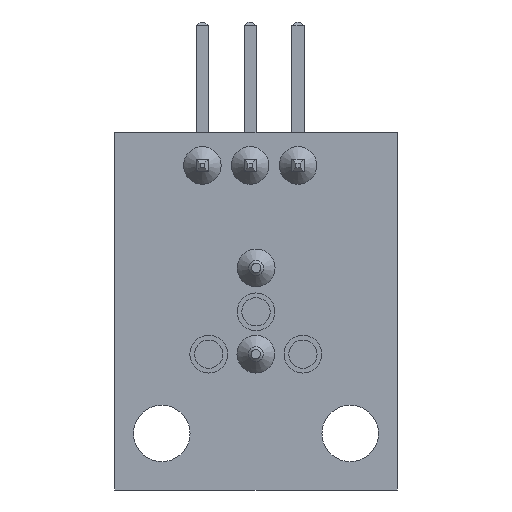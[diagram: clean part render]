
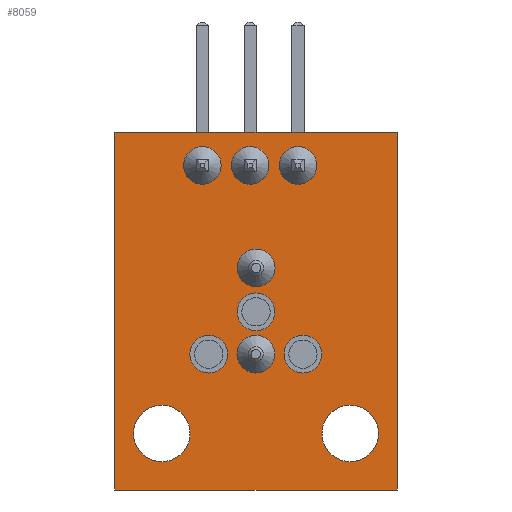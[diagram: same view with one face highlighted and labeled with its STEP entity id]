
A CAD part, front view. The second image highlights one B-rep face of the part: STEP entity #8059.
In plain terms, the highlighted planar face has unit normal (0, -1, 0).
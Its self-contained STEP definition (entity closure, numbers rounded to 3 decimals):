
#769=LINE('',#37149,#1499);
#772=LINE('',#37154,#1502);
#774=LINE('',#37158,#1504);
#776=LINE('',#37161,#1506);
#1499=VECTOR('',#10034,19.);
#1502=VECTOR('',#10039,15.);
#1504=VECTOR('',#10043,19.);
#1506=VECTOR('',#10047,15.);
#1858=FACE_BOUND('',#2651,.T.);
#1859=FACE_BOUND('',#2652,.T.);
#1860=FACE_BOUND('',#2653,.T.);
#1861=FACE_BOUND('',#2654,.T.);
#1862=FACE_BOUND('',#2655,.T.);
#1863=FACE_BOUND('',#2656,.T.);
#1864=FACE_BOUND('',#2657,.T.);
#1865=FACE_BOUND('',#2658,.T.);
#1866=FACE_BOUND('',#2659,.T.);
#1867=FACE_BOUND('',#2660,.T.);
#2161=FACE_OUTER_BOUND('',#2650,.T.);
#2650=EDGE_LOOP('',(#6361,#6362,#6363,#6364));
#2651=EDGE_LOOP('',(#6365));
#2652=EDGE_LOOP('',(#6366));
#2653=EDGE_LOOP('',(#6367));
#2654=EDGE_LOOP('',(#6368));
#2655=EDGE_LOOP('',(#6369));
#2656=EDGE_LOOP('',(#6370));
#2657=EDGE_LOOP('',(#6371));
#2658=EDGE_LOOP('',(#6372));
#2659=EDGE_LOOP('',(#6373,#6374));
#2660=EDGE_LOOP('',(#6375,#6376));
#2920=CIRCLE('',#8572,1.);
#2922=CIRCLE('',#8576,1.);
#2924=CIRCLE('',#8580,1.);
#2925=CIRCLE('',#8582,1.);
#2936=CIRCLE('',#8612,1.);
#2937=CIRCLE('',#8613,1.);
#2938=CIRCLE('',#8614,1.);
#2939=CIRCLE('',#8615,1.);
#2940=CIRCLE('',#8616,1.5);
#2941=CIRCLE('',#8617,1.5);
#2942=CIRCLE('',#8618,1.5);
#2943=CIRCLE('',#8619,1.5);
#3412=VERTEX_POINT('',#35115);
#3414=VERTEX_POINT('',#35121);
#3416=VERTEX_POINT('',#35127);
#3417=VERTEX_POINT('',#35130);
#3542=VERTEX_POINT('',#37147);
#3543=VERTEX_POINT('',#37148);
#3544=VERTEX_POINT('',#37153);
#3545=VERTEX_POINT('',#37157);
#3546=VERTEX_POINT('',#37164);
#3547=VERTEX_POINT('',#37166);
#3548=VERTEX_POINT('',#37168);
#3549=VERTEX_POINT('',#37170);
#3550=VERTEX_POINT('',#37172);
#3551=VERTEX_POINT('',#37173);
#3552=VERTEX_POINT('',#37176);
#3553=VERTEX_POINT('',#37177);
#4377=EDGE_CURVE('',#3412,#3412,#2920,.F.);
#4379=EDGE_CURVE('',#3414,#3414,#2922,.F.);
#4381=EDGE_CURVE('',#3416,#3416,#2924,.F.);
#4382=EDGE_CURVE('',#3417,#3417,#2925,.F.);
#4508=EDGE_CURVE('',#3542,#3543,#769,.T.);
#4511=EDGE_CURVE('',#3543,#3544,#772,.T.);
#4513=EDGE_CURVE('',#3544,#3545,#774,.T.);
#4515=EDGE_CURVE('',#3545,#3542,#776,.T.);
#4516=EDGE_CURVE('',#3546,#3546,#2936,.F.);
#4517=EDGE_CURVE('',#3547,#3547,#2937,.F.);
#4518=EDGE_CURVE('',#3548,#3548,#2938,.F.);
#4519=EDGE_CURVE('',#3549,#3549,#2939,.F.);
#4520=EDGE_CURVE('',#3550,#3551,#2940,.T.);
#4521=EDGE_CURVE('',#3551,#3550,#2941,.T.);
#4522=EDGE_CURVE('',#3552,#3553,#2942,.T.);
#4523=EDGE_CURVE('',#3553,#3552,#2943,.T.);
#6361=ORIENTED_EDGE('',*,*,#4508,.F.);
#6362=ORIENTED_EDGE('',*,*,#4515,.F.);
#6363=ORIENTED_EDGE('',*,*,#4513,.F.);
#6364=ORIENTED_EDGE('',*,*,#4511,.F.);
#6365=ORIENTED_EDGE('',*,*,#4377,.F.);
#6366=ORIENTED_EDGE('',*,*,#4379,.F.);
#6367=ORIENTED_EDGE('',*,*,#4381,.F.);
#6368=ORIENTED_EDGE('',*,*,#4516,.F.);
#6369=ORIENTED_EDGE('',*,*,#4517,.F.);
#6370=ORIENTED_EDGE('',*,*,#4518,.F.);
#6371=ORIENTED_EDGE('',*,*,#4519,.F.);
#6372=ORIENTED_EDGE('',*,*,#4382,.F.);
#6373=ORIENTED_EDGE('',*,*,#4520,.T.);
#6374=ORIENTED_EDGE('',*,*,#4521,.T.);
#6375=ORIENTED_EDGE('',*,*,#4522,.T.);
#6376=ORIENTED_EDGE('',*,*,#4523,.T.);
#7216=PLANE('',#8611);
#8059=ADVANCED_FACE('',(#2161,#1858,#1859,#1860,#1861,#1862,#1863,#1864,
#1865,#1866,#1867),#7216,.F.);
#8572=AXIS2_PLACEMENT_3D('',#35116,#9897,#9898);
#8576=AXIS2_PLACEMENT_3D('',#35122,#9905,#9906);
#8580=AXIS2_PLACEMENT_3D('',#35128,#9913,#9914);
#8582=AXIS2_PLACEMENT_3D('',#35131,#9917,#9918);
#8611=AXIS2_PLACEMENT_3D('',#37163,#10050,#10051);
#8612=AXIS2_PLACEMENT_3D('',#37165,#10052,#10053);
#8613=AXIS2_PLACEMENT_3D('',#37167,#10054,#10055);
#8614=AXIS2_PLACEMENT_3D('',#37169,#10056,#10057);
#8615=AXIS2_PLACEMENT_3D('',#37171,#10058,#10059);
#8616=AXIS2_PLACEMENT_3D('',#37174,#10060,#10061);
#8617=AXIS2_PLACEMENT_3D('',#37175,#10062,#10063);
#8618=AXIS2_PLACEMENT_3D('',#37178,#10064,#10065);
#8619=AXIS2_PLACEMENT_3D('',#37179,#10066,#10067);
#9897=DIRECTION('center_axis',(0.,1.,0.));
#9898=DIRECTION('ref_axis',(0.,0.,1.));
#9905=DIRECTION('center_axis',(0.,1.,0.));
#9906=DIRECTION('ref_axis',(0.,0.,1.));
#9913=DIRECTION('center_axis',(0.,1.,0.));
#9914=DIRECTION('ref_axis',(0.,0.,1.));
#9917=DIRECTION('center_axis',(0.,1.,0.));
#9918=DIRECTION('ref_axis',(0.,0.,1.));
#10034=DIRECTION('',(0.,0.,-1.));
#10039=DIRECTION('',(-1.,0.,0.));
#10043=DIRECTION('',(0.,0.,1.));
#10047=DIRECTION('',(1.,0.,0.));
#10050=DIRECTION('center_axis',(0.,1.,0.));
#10051=DIRECTION('ref_axis',(0.,0.,1.));
#10052=DIRECTION('center_axis',(0.,1.,0.));
#10053=DIRECTION('ref_axis',(0.,0.,1.));
#10054=DIRECTION('center_axis',(0.,1.,0.));
#10055=DIRECTION('ref_axis',(0.,0.,1.));
#10056=DIRECTION('center_axis',(0.,1.,0.));
#10057=DIRECTION('ref_axis',(0.,0.,1.));
#10058=DIRECTION('center_axis',(0.,1.,0.));
#10059=DIRECTION('ref_axis',(0.,0.,1.));
#10060=DIRECTION('center_axis',(0.,1.,0.));
#10061=DIRECTION('ref_axis',(0.,0.,1.));
#10062=DIRECTION('center_axis',(0.,1.,0.));
#10063=DIRECTION('ref_axis',(0.,0.,1.));
#10064=DIRECTION('center_axis',(0.,1.,0.));
#10065=DIRECTION('ref_axis',(0.,0.,1.));
#10066=DIRECTION('center_axis',(0.,1.,0.));
#10067=DIRECTION('ref_axis',(0.,0.,1.));
#35115=CARTESIAN_POINT('',(0.125,-0.586,19.961));
#35116=CARTESIAN_POINT('Origin',(0.125,-0.586,18.961));
#35121=CARTESIAN_POINT('',(-2.384,-0.586,17.711));
#35122=CARTESIAN_POINT('Origin',(-2.384,-0.586,16.711));
#35127=CARTESIAN_POINT('',(2.616,-0.586,17.711));
#35128=CARTESIAN_POINT('Origin',(2.616,-0.586,16.711));
#35130=CARTESIAN_POINT('',(0.116,-0.586,17.711));
#35131=CARTESIAN_POINT('Origin',(0.116,-0.586,16.711));
#37147=CARTESIAN_POINT('',(7.625,-0.586,28.5));
#37148=CARTESIAN_POINT('',(7.625,-0.586,9.5));
#37149=CARTESIAN_POINT('',(7.625,-0.586,28.5));
#37153=CARTESIAN_POINT('',(-7.375,-0.586,9.5));
#37154=CARTESIAN_POINT('',(7.625,-0.586,9.5));
#37157=CARTESIAN_POINT('',(-7.375,-0.586,28.5));
#37158=CARTESIAN_POINT('',(-7.375,-0.586,9.5));
#37161=CARTESIAN_POINT('',(-7.375,-0.586,28.5));
#37163=CARTESIAN_POINT('Origin',(0.125,-0.586,19.));
#37164=CARTESIAN_POINT('',(-2.725,-0.586,27.73));
#37165=CARTESIAN_POINT('Origin',(-2.725,-0.586,26.73));
#37166=CARTESIAN_POINT('',(-0.185,-0.586,27.73));
#37167=CARTESIAN_POINT('Origin',(-0.185,-0.586,
26.73));
#37168=CARTESIAN_POINT('',(2.355,-0.586,27.73));
#37169=CARTESIAN_POINT('Origin',(2.355,-0.586,26.73));
#37170=CARTESIAN_POINT('',(0.134,-0.586,22.289));
#37171=CARTESIAN_POINT('Origin',(0.134,-0.586,21.289));
#37172=CARTESIAN_POINT('',(-4.875,-0.586,14.));
#37173=CARTESIAN_POINT('',(-4.875,-0.586,11.));
#37174=CARTESIAN_POINT('Origin',(-4.875,-0.586,12.5));
#37175=CARTESIAN_POINT('Origin',(-4.875,-0.586,12.5));
#37176=CARTESIAN_POINT('',(5.125,-0.586,14.));
#37177=CARTESIAN_POINT('',(5.125,-0.586,11.));
#37178=CARTESIAN_POINT('Origin',(5.125,-0.586,12.5));
#37179=CARTESIAN_POINT('Origin',(5.125,-0.586,12.5));
